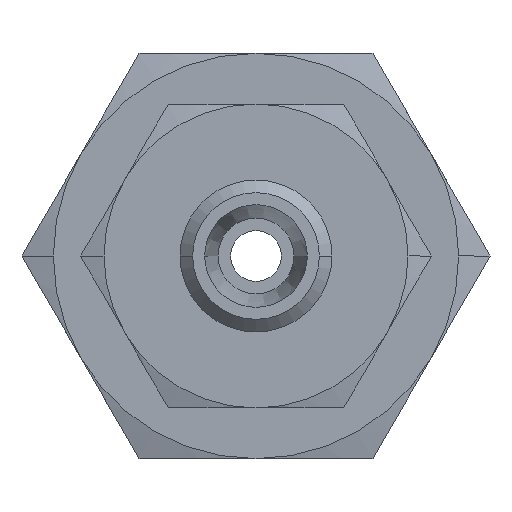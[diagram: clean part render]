
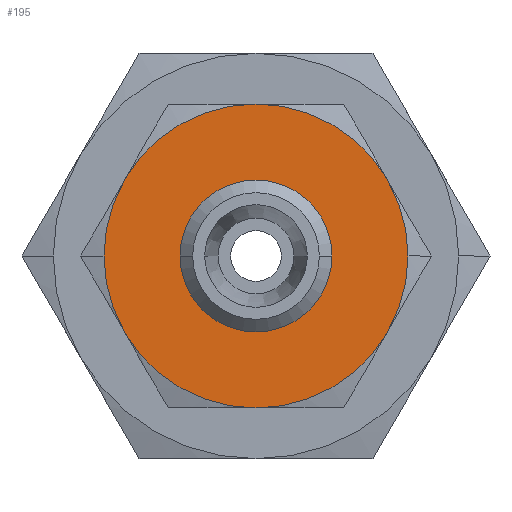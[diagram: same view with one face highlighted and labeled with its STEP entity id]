
A CAD part, left-side view. The second image highlights one B-rep face of the part: STEP entity #195.
In plain terms, the highlighted planar face has unit normal (-1, 0, 0).
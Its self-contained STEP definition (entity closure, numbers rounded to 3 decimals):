
#195 = ADVANCED_FACE( '', ( #490, #491 ), #492, .T. );
#490 = FACE_BOUND( '', #857, .T. );
#491 = FACE_OUTER_BOUND( '', #858, .T. );
#492 = PLANE( '', #859 );
#857 = EDGE_LOOP( '', ( #1861, #1862, #1863 ) );
#858 = EDGE_LOOP( '', ( #1864, #1865, #1866, #1867, #1868, #1869, #1870, #1871 ) );
#859 = AXIS2_PLACEMENT_3D( '', #1872, #1873, #1874 );
#1861 = ORIENTED_EDGE( '', *, *, #2656, .F. );
#1862 = ORIENTED_EDGE( '', *, *, #2655, .F. );
#1863 = ORIENTED_EDGE( '', *, *, #2401, .F. );
#1864 = ORIENTED_EDGE( '', *, *, #2657, .T. );
#1865 = ORIENTED_EDGE( '', *, *, #2381, .T. );
#1866 = ORIENTED_EDGE( '', *, *, #2658, .T. );
#1867 = ORIENTED_EDGE( '', *, *, #2659, .T. );
#1868 = ORIENTED_EDGE( '', *, *, #2377, .T. );
#1869 = ORIENTED_EDGE( '', *, *, #2660, .T. );
#1870 = ORIENTED_EDGE( '', *, *, #2661, .T. );
#1871 = ORIENTED_EDGE( '', *, *, #2662, .T. );
#1872 = CARTESIAN_POINT( '', ( -3., 8.945, 0. ) );
#1873 = DIRECTION( '', ( -1., 0., 0. ) );
#1874 = DIRECTION( '', ( 0., 1., 0. ) );
#2377 = EDGE_CURVE( '', #2863, #2860, #2864, .T. );
#2381 = EDGE_CURVE( '', #2867, #2869, #2871, .T. );
#2401 = EDGE_CURVE( '', #2905, #2908, #2909, .T. );
#2655 = EDGE_CURVE( '', #2908, #3326, #3327, .T. );
#2656 = EDGE_CURVE( '', #3326, #2905, #3328, .T. );
#2657 = EDGE_CURVE( '', #3329, #2867, #3330, .T. );
#2658 = EDGE_CURVE( '', #2869, #3331, #3332, .T. );
#2659 = EDGE_CURVE( '', #3331, #2863, #3333, .T. );
#2660 = EDGE_CURVE( '', #2860, #3334, #3335, .T. );
#2661 = EDGE_CURVE( '', #3334, #3336, #3337, .T. );
#2662 = EDGE_CURVE( '', #3336, #3329, #3338, .T. );
#2860 = VERTEX_POINT( '', #3586 );
#2863 = VERTEX_POINT( '', #3590 );
#2864 = CIRCLE( '', #3591, 12. );
#2867 = VERTEX_POINT( '', #3603 );
#2869 = VERTEX_POINT( '', #3606 );
#2871 = CIRCLE( '', #3617, 12. );
#2905 = VERTEX_POINT( '', #3677 );
#2908 = VERTEX_POINT( '', #3680 );
#2909 = CIRCLE( '', #3681, 5.89 );
#3326 = VERTEX_POINT( '', #4290 );
#3327 = CIRCLE( '', #4291, 5.89 );
#3328 = CIRCLE( '', #4292, 5.89 );
#3329 = VERTEX_POINT( '', #4293 );
#3330 = CIRCLE( '', #4294, 12. );
#3331 = VERTEX_POINT( '', #4295 );
#3332 = CIRCLE( '', #4296, 12. );
#3333 = CIRCLE( '', #4297, 12. );
#3334 = VERTEX_POINT( '', #4298 );
#3335 = CIRCLE( '', #4299, 12. );
#3336 = VERTEX_POINT( '', #4300 );
#3337 = CIRCLE( '', #4301, 12. );
#3338 = CIRCLE( '', #4302, 12. );
#3586 = CARTESIAN_POINT( '', ( -3., -12., 0. ) );
#3590 = CARTESIAN_POINT( '', ( -3., -10.392, -6. ) );
#3591 = AXIS2_PLACEMENT_3D( '', #4887, #4888, #4889 );
#3603 = CARTESIAN_POINT( '', ( -3., 12., 0. ) );
#3606 = CARTESIAN_POINT( '', ( -3., 10.392, -6. ) );
#3617 = AXIS2_PLACEMENT_3D( '', #4891, #4892, #4893 );
#3677 = CARTESIAN_POINT( '', ( -3., 0., -5.89 ) );
#3680 = CARTESIAN_POINT( '', ( -3., 0., 5.89 ) );
#3681 = AXIS2_PLACEMENT_3D( '', #4929, #4930, #4931 );
#4290 = CARTESIAN_POINT( '', ( -3., 5.89, 0. ) );
#4291 = AXIS2_PLACEMENT_3D( '', #5307, #5308, #5309 );
#4292 = AXIS2_PLACEMENT_3D( '', #5310, #5311, #5312 );
#4293 = CARTESIAN_POINT( '', ( -3., 10.392, 6. ) );
#4294 = AXIS2_PLACEMENT_3D( '', #5313, #5314, #5315 );
#4295 = CARTESIAN_POINT( '', ( -3., 0., -12. ) );
#4296 = AXIS2_PLACEMENT_3D( '', #5316, #5317, #5318 );
#4297 = AXIS2_PLACEMENT_3D( '', #5319, #5320, #5321 );
#4298 = CARTESIAN_POINT( '', ( -3., -10.392, 6. ) );
#4299 = AXIS2_PLACEMENT_3D( '', #5322, #5323, #5324 );
#4300 = CARTESIAN_POINT( '', ( -3., 0., 12. ) );
#4301 = AXIS2_PLACEMENT_3D( '', #5325, #5326, #5327 );
#4302 = AXIS2_PLACEMENT_3D( '', #5328, #5329, #5330 );
#4887 = CARTESIAN_POINT( '', ( -3., 0., 0. ) );
#4888 = DIRECTION( '', ( -1., 0., 0. ) );
#4889 = DIRECTION( '', ( 0., 1., 0. ) );
#4891 = CARTESIAN_POINT( '', ( -3., 0., 0. ) );
#4892 = DIRECTION( '', ( -1., 0., 0. ) );
#4893 = DIRECTION( '', ( 0., 1., 0. ) );
#4929 = CARTESIAN_POINT( '', ( -3., 0., 0. ) );
#4930 = DIRECTION( '', ( -1., 0., 0. ) );
#4931 = DIRECTION( '', ( 0., 1., 0. ) );
#5307 = CARTESIAN_POINT( '', ( -3., 0., 0. ) );
#5308 = DIRECTION( '', ( -1., 0., 0. ) );
#5309 = DIRECTION( '', ( 0., 1., 0. ) );
#5310 = CARTESIAN_POINT( '', ( -3., 0., 0. ) );
#5311 = DIRECTION( '', ( -1., 0., 0. ) );
#5312 = DIRECTION( '', ( 0., 1., 0. ) );
#5313 = CARTESIAN_POINT( '', ( -3., 0., 0. ) );
#5314 = DIRECTION( '', ( -1., 0., 0. ) );
#5315 = DIRECTION( '', ( 0., 1., 0. ) );
#5316 = CARTESIAN_POINT( '', ( -3., 0., 0. ) );
#5317 = DIRECTION( '', ( -1., 0., 0. ) );
#5318 = DIRECTION( '', ( 0., 1., 0. ) );
#5319 = CARTESIAN_POINT( '', ( -3., 0., 0. ) );
#5320 = DIRECTION( '', ( -1., 0., 0. ) );
#5321 = DIRECTION( '', ( 0., 1., 0. ) );
#5322 = CARTESIAN_POINT( '', ( -3., 0., 0. ) );
#5323 = DIRECTION( '', ( -1., 0., 0. ) );
#5324 = DIRECTION( '', ( 0., 1., 0. ) );
#5325 = CARTESIAN_POINT( '', ( -3., 0., 0. ) );
#5326 = DIRECTION( '', ( -1., 0., 0. ) );
#5327 = DIRECTION( '', ( 0., 1., 0. ) );
#5328 = CARTESIAN_POINT( '', ( -3., 0., 0. ) );
#5329 = DIRECTION( '', ( -1., 0., 0. ) );
#5330 = DIRECTION( '', ( 0., 1., 0. ) );
